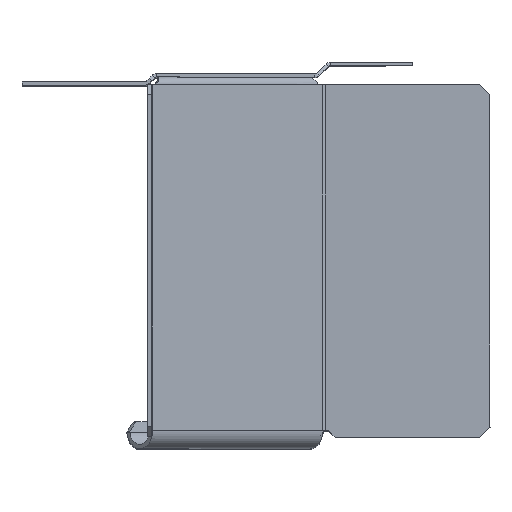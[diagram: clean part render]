
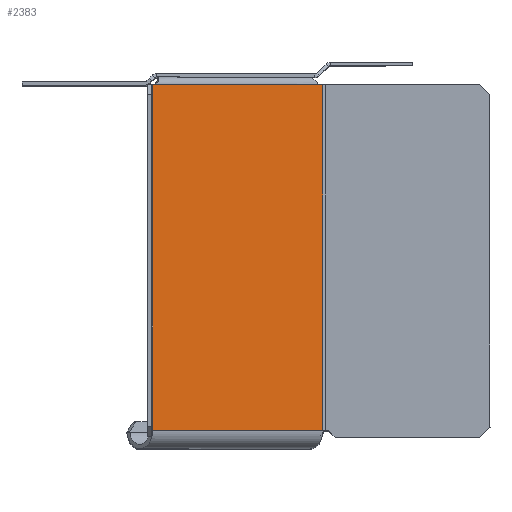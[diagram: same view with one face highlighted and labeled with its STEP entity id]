
A CAD part, top view. The second image highlights one B-rep face of the part: STEP entity #2383.
In plain terms, the highlighted face is planar.
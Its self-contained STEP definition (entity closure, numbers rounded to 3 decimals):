
#1615=DIRECTION('',(0.,1.,0.));
#1616=VECTOR('',#1615,103.505);
#1617=CARTESIAN_POINT('',(-290.833,172.691,0.));
#1618=LINE('',#1617,#1616);
#1632=DIRECTION('',(1.,0.,0.));
#1633=VECTOR('',#1632,68.369);
#1634=CARTESIAN_POINT('',(-289.018,276.196,0.));
#1635=LINE('',#1634,#1633);
#1685=DIRECTION('',(1.,0.,0.));
#1686=VECTOR('',#1685,1.815);
#1687=CARTESIAN_POINT('',(-220.649,276.196,0.));
#1688=LINE('',#1687,#1686);
#1715=DIRECTION('',(0.,-1.,0.));
#1716=VECTOR('',#1715,103.505);
#1717=CARTESIAN_POINT('',(-218.833,276.196,0.));
#1718=LINE('',#1717,#1716);
#1894=DIRECTION('',(-1.,0.,0.));
#1895=VECTOR('',#1894,72.);
#1896=CARTESIAN_POINT('',(-218.833,172.691,0.));
#1897=LINE('',#1896,#1895);
#2008=DIRECTION('',(1.,0.,0.));
#2009=VECTOR('',#2008,1.815);
#2010=CARTESIAN_POINT('',(-290.833,276.196,0.));
#2011=LINE('',#2010,#2009);
#2192=CARTESIAN_POINT('',(-290.833,172.691,0.));
#2194=VERTEX_POINT('',#2192);
#2197=CARTESIAN_POINT('',(-290.833,276.196,0.));
#2198=VERTEX_POINT('',#2197);
#2201=CARTESIAN_POINT('',(-289.018,276.196,0.));
#2202=CARTESIAN_POINT('',(-220.649,276.196,0.));
#2203=VERTEX_POINT('',#2201);
#2204=VERTEX_POINT('',#2202);
#2205=CARTESIAN_POINT('',(-218.833,172.691,0.));
#2206=VERTEX_POINT('',#2205);
#2207=CARTESIAN_POINT('',(-218.833,276.196,0.));
#2208=VERTEX_POINT('',#2207);
#2365=CARTESIAN_POINT('',(0.,25.465,0.));
#2366=DIRECTION('',(0.,0.,1.));
#2367=DIRECTION('',(1.,0.,0.));
#2368=AXIS2_PLACEMENT_3D('',#2365,#2366,#2367);
#2369=PLANE('',#2368);
#2371=ORIENTED_EDGE('',*,*,#2370,.F.);
#2373=ORIENTED_EDGE('',*,*,#2372,.F.);
#2374=ORIENTED_EDGE('',*,*,#2355,.F.);
#2376=ORIENTED_EDGE('',*,*,#2375,.F.);
#2378=ORIENTED_EDGE('',*,*,#2377,.F.);
#2380=ORIENTED_EDGE('',*,*,#2379,.F.);
#2381=EDGE_LOOP('',(#2371,#2373,#2374,#2376,#2378,#2380));
#2382=FACE_OUTER_BOUND('',#2381,.F.);
#2383=ADVANCED_FACE('',(#2382),#2369,.F.);
#2355=EDGE_CURVE('',#2194,#2198,#1618,.T.);
#2370=EDGE_CURVE('',#2203,#2204,#1635,.T.);
#2372=EDGE_CURVE('',#2198,#2203,#2011,.T.);
#2375=EDGE_CURVE('',#2206,#2194,#1897,.T.);
#2377=EDGE_CURVE('',#2208,#2206,#1718,.T.);
#2379=EDGE_CURVE('',#2204,#2208,#1688,.T.);
